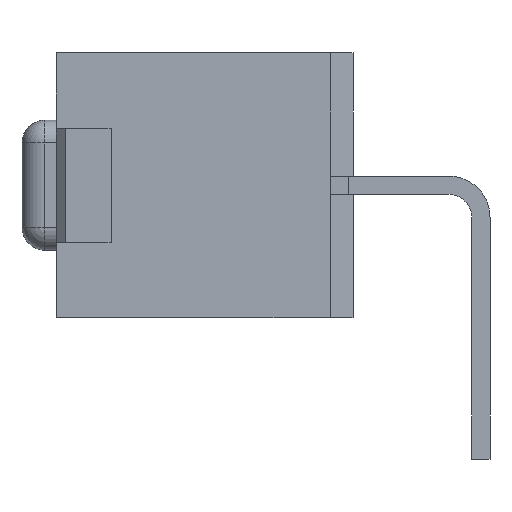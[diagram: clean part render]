
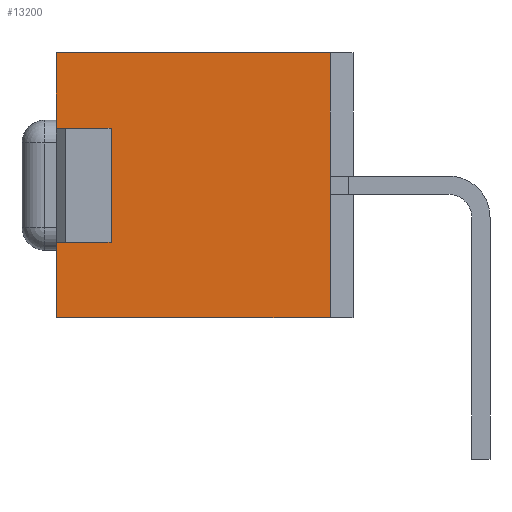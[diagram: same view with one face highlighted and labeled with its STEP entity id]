
A CAD part, left-side view. The second image highlights one B-rep face of the part: STEP entity #13200.
In plain terms, the highlighted planar face has unit normal (-1, 0, 0).
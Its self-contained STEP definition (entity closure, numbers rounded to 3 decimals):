
#985=ORIENTED_EDGE('',*,*,#3746,.F.);
#986=ORIENTED_EDGE('',*,*,#3747,.F.);
#987=ORIENTED_EDGE('',*,*,#3748,.F.);
#988=ORIENTED_EDGE('',*,*,#3749,.T.);
#989=ORIENTED_EDGE('',*,*,#3750,.T.);
#990=ORIENTED_EDGE('',*,*,#3751,.F.);
#991=ORIENTED_EDGE('',*,*,#3669,.T.);
#992=ORIENTED_EDGE('',*,*,#3745,.F.);
#3669=EDGE_CURVE('',#5058,#5059,#6028,.T.);
#3745=EDGE_CURVE('',#5125,#5059,#6072,.T.);
#3746=EDGE_CURVE('',#5126,#5125,#6073,.T.);
#3747=EDGE_CURVE('',#5127,#5126,#6074,.T.);
#3748=EDGE_CURVE('',#5128,#5127,#6075,.T.);
#3749=EDGE_CURVE('',#5128,#5129,#6076,.T.);
#3750=EDGE_CURVE('',#5129,#5130,#6077,.T.);
#3751=EDGE_CURVE('',#5058,#5130,#6078,.T.);
#5058=VERTEX_POINT('',#16673);
#5059=VERTEX_POINT('',#16674);
#5125=VERTEX_POINT('',#16908);
#5126=VERTEX_POINT('',#16912);
#5127=VERTEX_POINT('',#16914);
#5128=VERTEX_POINT('',#16916);
#5129=VERTEX_POINT('',#16918);
#5130=VERTEX_POINT('',#16920);
#6028=LINE('',#16672,#6930);
#6072=LINE('',#16909,#6974);
#6073=LINE('',#16911,#6975);
#6074=LINE('',#16913,#6976);
#6075=LINE('',#16915,#6977);
#6076=LINE('',#16917,#6978);
#6077=LINE('',#16919,#6979);
#6078=LINE('',#16921,#6980);
#6930=VECTOR('',#14552,1000.);
#6974=VECTOR('',#14624,1000.);
#6975=VECTOR('',#14627,1000.);
#6976=VECTOR('',#14628,1000.);
#6977=VECTOR('',#14629,1000.);
#6978=VECTOR('',#14630,1000.);
#6979=VECTOR('',#14631,1000.);
#6980=VECTOR('',#14632,1000.);
#7774=EDGE_LOOP('',(#985,#986,#987,#988,#989,#990,#991,#992));
#8388=FACE_BOUND('',#7774,.T.);
#8974=PLANE('',#13773);
#13200=ADVANCED_FACE('',(#8388),#8974,.F.);
#13773=AXIS2_PLACEMENT_3D('',#16910,#14625,#14626);
#14552=DIRECTION('',(0.,0.,-1.));
#14624=DIRECTION('',(0.,1.,0.));
#14625=DIRECTION('',(1.,0.,0.));
#14626=DIRECTION('',(0.,0.,-1.));
#14627=DIRECTION('',(0.,0.,-1.));
#14628=DIRECTION('',(0.,-1.,0.));
#14629=DIRECTION('',(0.,0.,1.));
#14630=DIRECTION('',(0.,1.,0.));
#14631=DIRECTION('',(0.,0.,1.));
#14632=DIRECTION('',(0.,-1.,0.));
#16672=CARTESIAN_POINT('',(-6.4,2.9,4.));
#16673=CARTESIAN_POINT('',(-6.4,2.9,6.5));
#16674=CARTESIAN_POINT('',(-6.4,2.9,0.5));
#16908=CARTESIAN_POINT('',(-6.4,-2.9,0.5));
#16909=CARTESIAN_POINT('',(-6.4,-2.9,0.5));
#16910=CARTESIAN_POINT('',(-6.4,-2.9,4.));
#16911=CARTESIAN_POINT('',(-6.4,-2.9,4.));
#16912=CARTESIAN_POINT('',(-6.4,-2.9,6.5));
#16913=CARTESIAN_POINT('',(-6.4,2.9,6.5));
#16914=CARTESIAN_POINT('',(-6.4,-1.25,6.5));
#16915=CARTESIAN_POINT('',(-6.4,-1.25,5.3));
#16916=CARTESIAN_POINT('',(-6.4,-1.25,5.3));
#16917=CARTESIAN_POINT('',(-6.4,-1.25,5.3));
#16918=CARTESIAN_POINT('',(-6.4,1.25,5.3));
#16919=CARTESIAN_POINT('',(-6.4,1.25,5.3));
#16920=CARTESIAN_POINT('',(-6.4,1.25,6.5));
#16921=CARTESIAN_POINT('',(-6.4,2.9,6.5));
